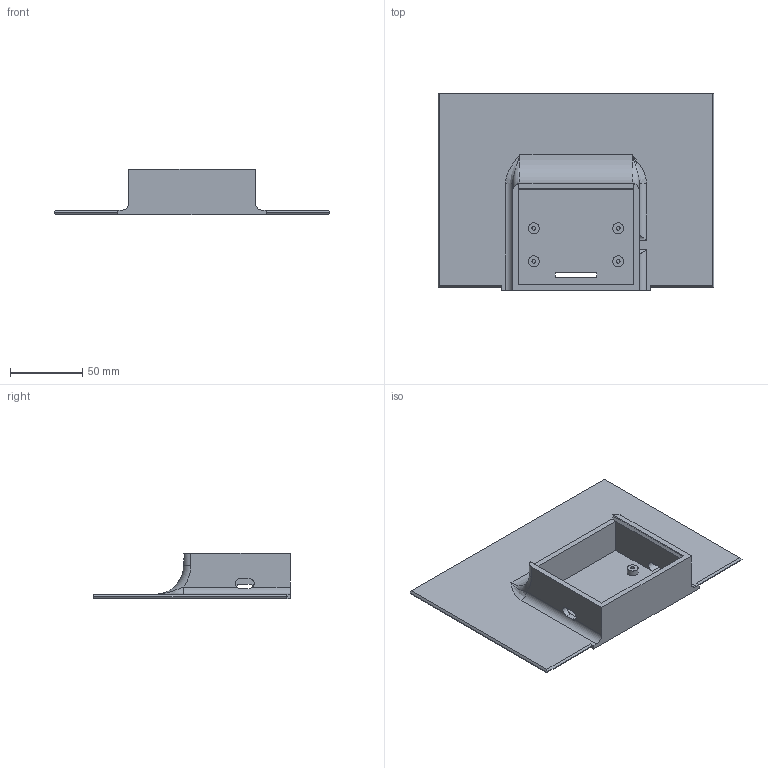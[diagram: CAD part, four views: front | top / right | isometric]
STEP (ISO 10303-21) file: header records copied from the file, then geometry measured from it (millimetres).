
FILE_DESCRIPTION (( 'STEP AP214' ), '1' );
FILE_NAME ('PCB_CARRIER.STEP', '2025-02-26T13:01:53', ( '' ), ( '' ), 'SwSTEP 2.0', 'SolidWorks 2023', '' );
FILE_SCHEMA (( 'AUTOMOTIVE_DESIGN' ));
Length unit declared in the file: millimetre
Products named in the file (1): PCB_CARRIER
Bounding box: 191 x 136 x 31.4 mm (x, y, z)
Volume: 116400 mm3; surface area: 69511.2 mm2
Topology: 1 solids, 1 shells, 64 faces, 163 edges, 104 vertices
Faces by surface type: plane 42, cylinder 18, bspline 2, torus 2
Full cylindrical faces by diameter (mm): 2.54 x4, 7.62 x4
Entity records: 2126 total; most frequent: CARTESIAN_POINT 586, ORIENTED_EDGE 306, DIRECTION 305, EDGE_CURVE 153, VERTEX_POINT 104, LINE 103, VECTOR 103, AXIS2_PLACEMENT_3D 101
